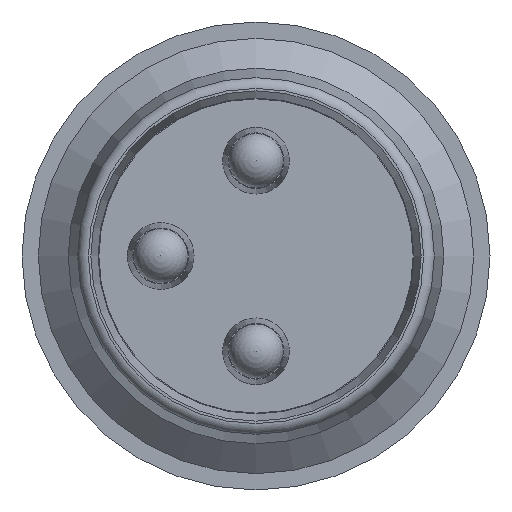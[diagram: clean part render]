
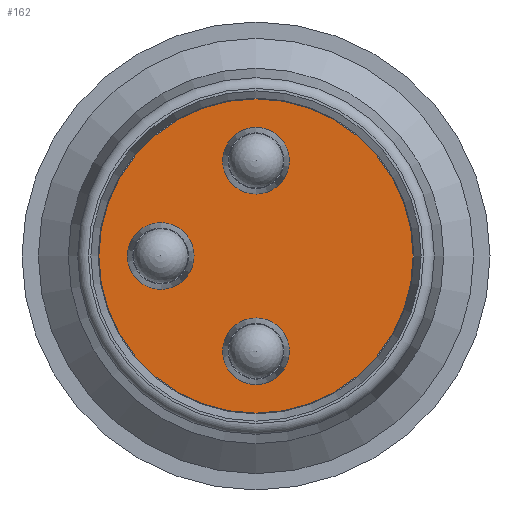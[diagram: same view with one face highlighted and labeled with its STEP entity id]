
A CAD part, front view. The second image highlights one B-rep face of the part: STEP entity #162.
In plain terms, the highlighted planar face has unit normal (0, -1, 0).
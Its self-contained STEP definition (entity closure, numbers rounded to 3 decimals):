
#48=PLANE('',#766);
#92=CIRCLE('',#747,0.613);
#96=CIRCLE('',#755,0.612);
#100=CIRCLE('',#763,0.613);
#101=CIRCLE('',#765,2.888);
#162=ADVANCED_FACE('F49',(#273,#274,#275,#276),#48,.F.);
#273=FACE_BOUND('',#395,.T.);
#274=FACE_BOUND('',#396,.T.);
#275=FACE_BOUND('',#397,.T.);
#276=FACE_BOUND('',#398,.T.);
#395=EDGE_LOOP('',(#517));
#396=EDGE_LOOP('',(#518));
#397=EDGE_LOOP('',(#519));
#398=EDGE_LOOP('',(#520));
#517=ORIENTED_EDGE('',*,*,#676,.T.);
#518=ORIENTED_EDGE('',*,*,#675,.F.);
#519=ORIENTED_EDGE('',*,*,#671,.F.);
#520=ORIENTED_EDGE('',*,*,#667,.F.);
#606=VERTEX_POINT('',#1546);
#610=VERTEX_POINT('',#1558);
#614=VERTEX_POINT('',#1570);
#615=VERTEX_POINT('',#1573);
#667=EDGE_CURVE('E87',#606,#606,#92,.T.);
#671=EDGE_CURVE('E91',#610,#610,#96,.T.);
#675=EDGE_CURVE('E89',#614,#614,#100,.T.);
#676=EDGE_CURVE('E66',#615,#615,#101,.T.);
#747=AXIS2_PLACEMENT_3D('',#1545,#896,#897);
#755=AXIS2_PLACEMENT_3D('',#1557,#912,#913);
#763=AXIS2_PLACEMENT_3D('',#1569,#928,#929);
#765=AXIS2_PLACEMENT_3D('',#1572,#932,#933);
#766=AXIS2_PLACEMENT_3D('',#1574,#934,#935);
#896=DIRECTION('',(0.,-1.,0.));
#897=DIRECTION('',(0.,0.,-1.));
#912=DIRECTION('',(0.,-1.,0.));
#913=DIRECTION('',(0.,0.,-1.));
#928=DIRECTION('',(0.,-1.,0.));
#929=DIRECTION('',(0.,0.,-1.));
#932=DIRECTION('',(0.,-1.,0.));
#933=DIRECTION('',(0.,0.,-1.));
#934=DIRECTION('',(0.,1.,0.));
#935=DIRECTION('',(-1.,0.,0.));
#1545=CARTESIAN_POINT('',(50.,52.4,1.75));
#1546=CARTESIAN_POINT('',(50.,52.4,1.137));
#1557=CARTESIAN_POINT('',(48.25,52.4,0.));
#1558=CARTESIAN_POINT('',(48.25,52.4,-0.612));
#1569=CARTESIAN_POINT('',(50.,52.4,-1.75));
#1570=CARTESIAN_POINT('',(50.,52.4,-2.363));
#1572=CARTESIAN_POINT('',(50.,52.4,0.));
#1573=CARTESIAN_POINT('',(50.,52.4,-2.888));
#1574=CARTESIAN_POINT('',(46.756,52.4,3.276));
